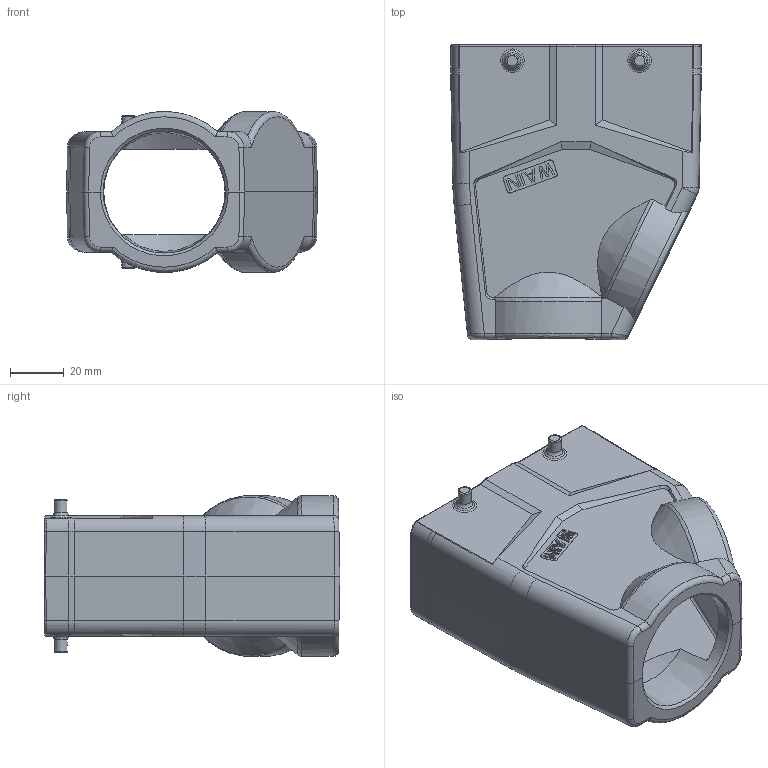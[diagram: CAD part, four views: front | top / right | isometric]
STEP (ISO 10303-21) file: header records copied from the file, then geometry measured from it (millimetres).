
FILE_DESCRIPTION(/* description */ (''),/* implementation_level */ '2;1');
FILE_NAME(/* name */ '36.stp',/* time_stamp */ '2023-12-05T19:01:39+08:00',/* author */ (''),/* organization */ (''),/* preprocessor_version */ 'ST-DEVELOPER v18.1',/* originating_system */ 'SIEMENS PLM Software NX 1980',/* authorisation */ '');
FILE_SCHEMA (('AP203_CONFIGURATION_CONTROLLED_3D_DESIGN_OF_MECHANICAL_PARTS_AND_ASSEMBLIES_MIM_LF { 1 0 10303 403 2 1 2}'));
Length unit declared in the file: millimetre
Products named in the file (1): WV16B-TEH-4B-M50_V1.0_stp
Bounding box: 93.5 x 110.2 x 60 mm (x, y, z)
Volume: 139993.3 mm3; surface area: 56063 mm2
Topology: 1 solids, 1 shells, 444 faces, 1096 edges, 668 vertices
Faces by surface type: plane 206, cylinder 101, bspline 51, cone 38, torus 36, sphere 12
Entity records: 14916 total; most frequent: CARTESIAN_POINT 4908, ORIENTED_EDGE 2098, DIRECTION 1935, EDGE_CURVE 1049, VERTEX_POINT 661, AXIS2_PLACEMENT_3D 661, LINE 613, VECTOR 613
